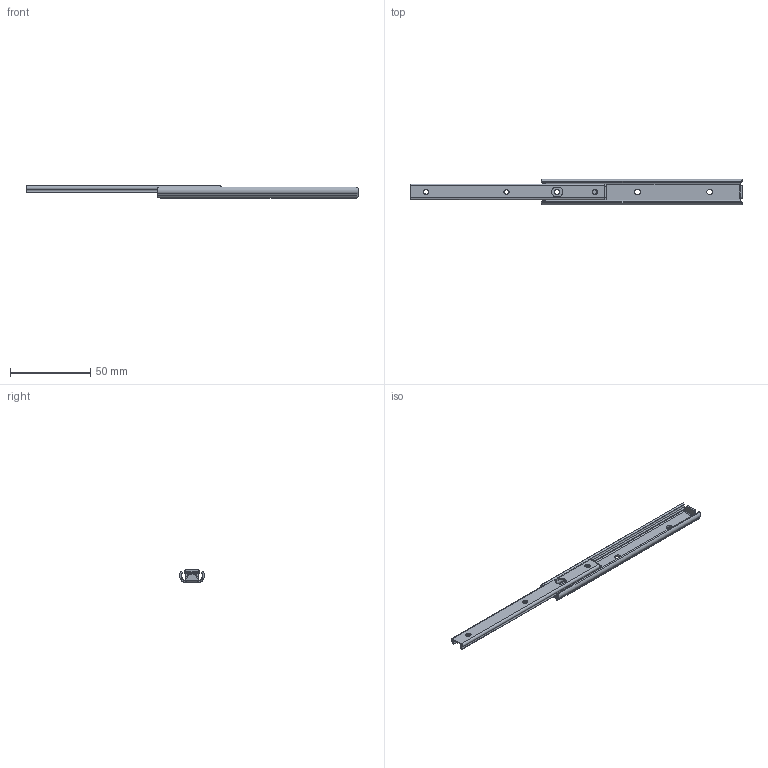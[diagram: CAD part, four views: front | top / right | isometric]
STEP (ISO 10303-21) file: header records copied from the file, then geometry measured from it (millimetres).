
FILE_DESCRIPTION (( 'STEP AP203' ), '1' );
FILE_NAME ('U1621-125.STEP', '2020-06-05T04:37:38', ( '' ), ( '' ), 'SwSTEP 2.0', 'SolidWorks 2019', '' );
FILE_SCHEMA (( 'CONFIG_CONTROL_DESIGN' ));
Length unit declared in the file: millimetre
Products named in the file (3): U1621-125 OM; U1621-125; U1621-125 IM
Assembly tree (2 placements, depth 2):
  U1621-125
    U1621-125 OM
    U1621-125 IM
Bounding box: 206.6 x 16 x 7.5 mm (x, y, z)
Volume: 5560.3 mm3; surface area: 10720 mm2
Topology: 2 solids, 2 shells, 208 faces, 591 edges, 390 vertices
Faces by surface type: cylinder 105, plane 76, torus 18, bspline 9
Entity records: 9959 total; most frequent: CARTESIAN_POINT 4488, ORIENTED_EDGE 1182, DIRECTION 1005, EDGE_CURVE 591, VERTEX_POINT 390, AXIS2_PLACEMENT_3D 373, VECTOR 259, LINE 259
